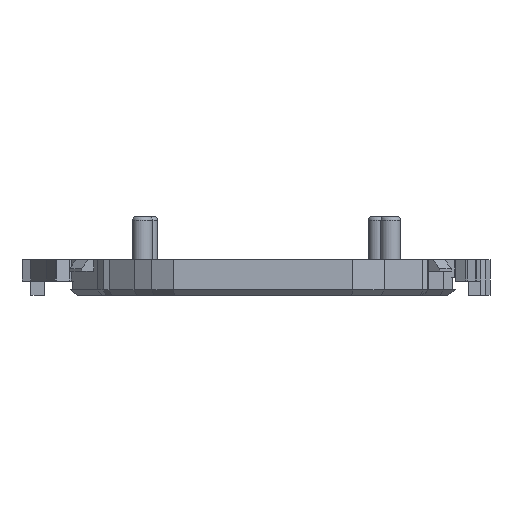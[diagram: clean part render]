
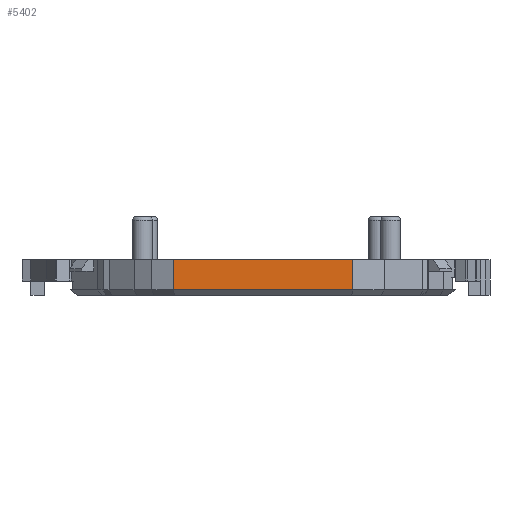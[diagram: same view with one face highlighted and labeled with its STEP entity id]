
A CAD part, front view. The second image highlights one B-rep face of the part: STEP entity #5402.
In plain terms, the highlighted planar face has unit normal (0, -1, 0).
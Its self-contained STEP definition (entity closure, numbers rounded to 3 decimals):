
#478=FACE_OUTER_BOUND('',#749,.T.);
#749=EDGE_LOOP('',(#4697,#4698,#4699,#4700));
#930=LINE('',#7281,#1651);
#1312=LINE('',#8042,#2033);
#1475=LINE('',#8403,#2196);
#1476=LINE('',#8405,#2197);
#1651=VECTOR('',#5888,10.);
#2033=VECTOR('',#6418,10.);
#2196=VECTOR('',#6859,10.);
#2197=VECTOR('',#6862,10.);
#2368=VERTEX_POINT('',#7278);
#2369=VERTEX_POINT('',#7280);
#2672=VERTEX_POINT('',#8034);
#2674=VERTEX_POINT('',#8040);
#2854=EDGE_CURVE('',#2368,#2369,#930,.T.);
#3240=EDGE_CURVE('',#2674,#2672,#1312,.T.);
#3415=EDGE_CURVE('',#2674,#2369,#1475,.T.);
#3416=EDGE_CURVE('',#2672,#2368,#1476,.T.);
#4697=ORIENTED_EDGE('',*,*,#3240,.F.);
#4698=ORIENTED_EDGE('',*,*,#3415,.T.);
#4699=ORIENTED_EDGE('',*,*,#2854,.F.);
#4700=ORIENTED_EDGE('',*,*,#3416,.F.);
#5139=PLANE('',#5695);
#5402=ADVANCED_FACE('',(#478),#5139,.T.);
#5695=AXIS2_PLACEMENT_3D('',#8404,#6860,#6861);
#5888=DIRECTION('',(1.,0.,0.));
#6418=DIRECTION('',(-1.,0.,0.));
#6859=DIRECTION('',(0.,0.,1.));
#6860=DIRECTION('center_axis',(0.,-1.,0.));
#6861=DIRECTION('ref_axis',(1.,0.,0.));
#6862=DIRECTION('',(0.,0.,1.));
#7278=CARTESIAN_POINT('',(-4.653,-12.736,2.));
#7280=CARTESIAN_POINT('',(5.373,-12.736,2.));
#7281=CARTESIAN_POINT('',(5.373,-12.736,2.));
#8034=CARTESIAN_POINT('',(-4.653,-12.736,0.3));
#8040=CARTESIAN_POINT('',(5.373,-12.736,0.3));
#8042=CARTESIAN_POINT('',(-2.347,-12.736,0.3));
#8403=CARTESIAN_POINT('',(5.373,-12.736,0.));
#8404=CARTESIAN_POINT('Origin',(-4.653,-12.736,0.));
#8405=CARTESIAN_POINT('',(-4.653,-12.736,0.));
